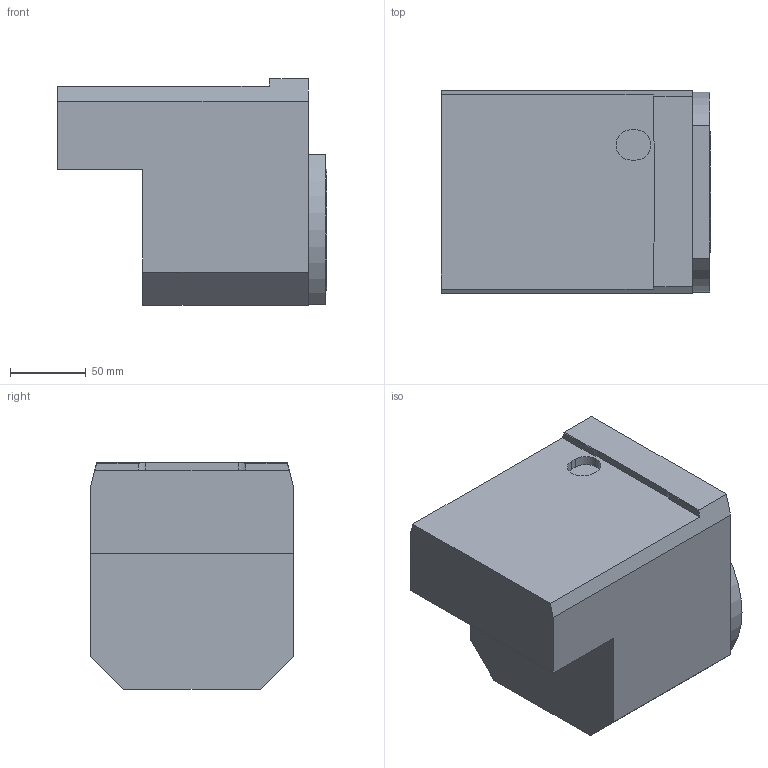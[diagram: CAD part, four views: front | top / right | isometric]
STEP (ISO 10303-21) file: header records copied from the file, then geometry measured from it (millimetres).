
FILE_DESCRIPTION(/* description */ (''),/* implementation_level */ '2;1');
FILE_NAME(/* name */ '1528897762005.stp',/* time_stamp */ '2018-06-13T15:49:27+02:00',/* author */ (''),/* organization */ ('SMS'),/* preprocessor_version */ 'ST-DEVELOPER v15',/* originating_system */ 'SIEMENS PLM Software NX 8.5',/* authorisation */ '');
FILE_SCHEMA (('AUTOMOTIVE_DESIGN { 1 0 10303 214 3 1 1 1 }'));
Length unit declared in the file: millimetre
Products named in the file (1): 201707123mod000_00
Bounding box: 178 x 134 x 150 mm (x, y, z)
Volume: 2530404.2 mm3; surface area: 131320.9 mm2
Topology: 1 solids, 1 shells, 43 faces, 108 edges, 73 vertices
Faces by surface type: plane 28, cylinder 9, cone 6
Full cylindrical faces by diameter (mm): 5 x1, 60.8 x1, 80 x1
Entity records: 1362 total; most frequent: CARTESIAN_POINT 276, DIRECTION 226, ORIENTED_EDGE 204, EDGE_CURVE 102, AXIS2_PLACEMENT_3D 78, LINE 70, VECTOR 70, VERTEX_POINT 70
